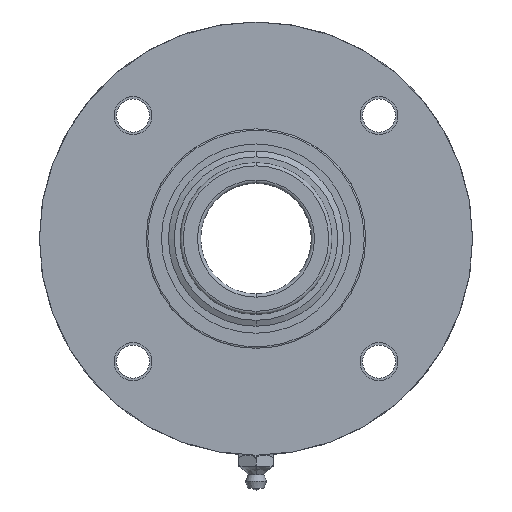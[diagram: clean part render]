
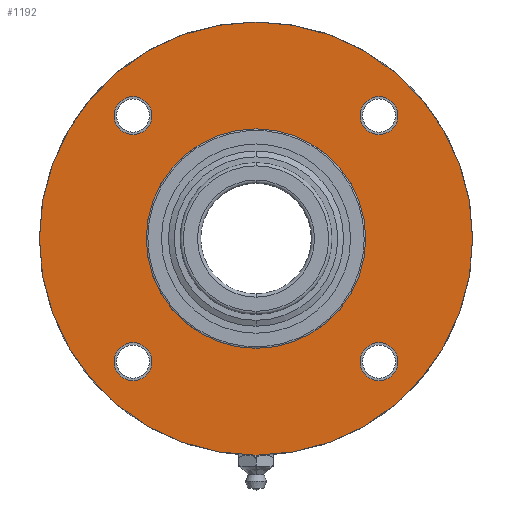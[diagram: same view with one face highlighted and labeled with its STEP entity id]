
A CAD part, front view. The second image highlights one B-rep face of the part: STEP entity #1192.
In plain terms, the highlighted planar face has unit normal (0, -1, 0).
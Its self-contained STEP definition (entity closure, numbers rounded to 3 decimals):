
#55 = EDGE_CURVE ( 'NONE', #304, #756, #2132, .T. ) ;
#106 = FACE_BOUND ( 'NONE', #5417, .T. ) ;
#160 = DIRECTION ( 'NONE',  ( 0., -1., 0. ) ) ;
#189 = DIRECTION ( 'NONE',  ( 0., -1., 0. ) ) ;
#233 = VERTEX_POINT ( 'NONE', #381 ) ;
#304 = VERTEX_POINT ( 'NONE', #724 ) ;
#381 = CARTESIAN_POINT ( 'NONE',  ( -38.9, 0., 32.9 ) ) ;
#566 = CARTESIAN_POINT ( 'NONE',  ( -38.9, 0., 38.9 ) ) ;
#601 = CIRCLE ( 'NONE', #4582, 6. ) ;
#604 = ORIENTED_EDGE ( 'NONE', *, *, #3469, .F. ) ;
#724 = CARTESIAN_POINT ( 'NONE',  ( 0., 0., 68.5 ) ) ;
#756 = VERTEX_POINT ( 'NONE', #5650 ) ;
#773 = DIRECTION ( 'NONE',  ( 0., 0., 1. ) ) ;
#824 = VERTEX_POINT ( 'NONE', #3605 ) ;
#914 = AXIS2_PLACEMENT_3D ( 'NONE', #6631, #189, #773 ) ;
#947 = CARTESIAN_POINT ( 'NONE',  ( -38.9, 0., -32.9 ) ) ;
#991 = EDGE_LOOP ( 'NONE', ( #4599, #3941 ) ) ;
#1009 = ORIENTED_EDGE ( 'NONE', *, *, #6188, .F. ) ;
#1026 = DIRECTION ( 'NONE',  ( 0., -1., 0. ) ) ;
#1051 = CIRCLE ( 'NONE', #6051, 6. ) ;
#1088 = CARTESIAN_POINT ( 'NONE',  ( 38.9, 0., -38.9 ) ) ;
#1167 = CIRCLE ( 'NONE', #2960, 6. ) ;
#1192 = ADVANCED_FACE ( 'NONE', ( #6815, #3249, #106, #2053, #3066, #6414 ), #1532, .F. ) ;
#1473 = AXIS2_PLACEMENT_3D ( 'NONE', #5255, #4757, #5885 ) ;
#1532 = PLANE ( 'NONE',  #6001 ) ;
#1559 = DIRECTION ( 'NONE',  ( 0., 1., 0. ) ) ;
#1627 = ORIENTED_EDGE ( 'NONE', *, *, #5832, .F. ) ;
#1629 = DIRECTION ( 'NONE',  ( 0., 0., 1. ) ) ;
#1649 = VERTEX_POINT ( 'NONE', #3091 ) ;
#1663 = CARTESIAN_POINT ( 'NONE',  ( 38.9, 0., 44.9 ) ) ;
#1704 = ORIENTED_EDGE ( 'NONE', *, *, #3203, .F. ) ;
#1708 = DIRECTION ( 'NONE',  ( 0., 0., -1. ) ) ;
#1793 = CARTESIAN_POINT ( 'NONE',  ( 38.9, 0., -32.9 ) ) ;
#1870 = VERTEX_POINT ( 'NONE', #1793 ) ;
#2004 = DIRECTION ( 'NONE',  ( 0., 0., -1. ) ) ;
#2015 = VERTEX_POINT ( 'NONE', #4817 ) ;
#2053 = FACE_BOUND ( 'NONE', #991, .T. ) ;
#2127 = CIRCLE ( 'NONE', #6016, 68.5 ) ;
#2132 = CIRCLE ( 'NONE', #2233, 68.5 ) ;
#2140 = AXIS2_PLACEMENT_3D ( 'NONE', #566, #1026, #2172 ) ;
#2172 = DIRECTION ( 'NONE',  ( 0., 0., 1. ) ) ;
#2194 = DIRECTION ( 'NONE',  ( 0., -1., 0. ) ) ;
#2224 = DIRECTION ( 'NONE',  ( 0., -1., 0. ) ) ;
#2233 = AXIS2_PLACEMENT_3D ( 'NONE', #2721, #1559, #5282 ) ;
#2318 = ORIENTED_EDGE ( 'NONE', *, *, #4139, .F. ) ;
#2328 = EDGE_CURVE ( 'NONE', #1870, #6334, #3007, .T. ) ;
#2414 = ORIENTED_EDGE ( 'NONE', *, *, #5401, .F. ) ;
#2437 = VERTEX_POINT ( 'NONE', #947 ) ;
#2472 = CIRCLE ( 'NONE', #2140, 6. ) ;
#2684 = AXIS2_PLACEMENT_3D ( 'NONE', #4980, #160, #6572 ) ;
#2721 = CARTESIAN_POINT ( 'NONE',  ( 0., 0., 0. ) ) ;
#2915 = CIRCLE ( 'NONE', #1473, 6. ) ;
#2960 = AXIS2_PLACEMENT_3D ( 'NONE', #3684, #5407, #5968 ) ;
#3007 = CIRCLE ( 'NONE', #2684, 6. ) ;
#3008 = CARTESIAN_POINT ( 'NONE',  ( -71.24, 0., 71.24 ) ) ;
#3046 = ORIENTED_EDGE ( 'NONE', *, *, #3622, .F. ) ;
#3066 = FACE_BOUND ( 'NONE', #5542, .T. ) ;
#3091 = CARTESIAN_POINT ( 'NONE',  ( 0., 0., 34.7 ) ) ;
#3111 = EDGE_LOOP ( 'NONE', ( #2414, #1627 ) ) ;
#3114 = ORIENTED_EDGE ( 'NONE', *, *, #2328, .F. ) ;
#3190 = CARTESIAN_POINT ( 'NONE',  ( 38.9, 0., 32.9 ) ) ;
#3203 = EDGE_CURVE ( 'NONE', #4329, #5240, #1167, .T. ) ;
#3249 = FACE_BOUND ( 'NONE', #4930, .T. ) ;
#3438 = CIRCLE ( 'NONE', #914, 6. ) ;
#3469 = EDGE_CURVE ( 'NONE', #5240, #4329, #3438, .T. ) ;
#3581 = CARTESIAN_POINT ( 'NONE',  ( -38.9, 0., -38.9 ) ) ;
#3605 = CARTESIAN_POINT ( 'NONE',  ( -38.9, 0., -44.9 ) ) ;
#3622 = EDGE_CURVE ( 'NONE', #756, #304, #2127, .T. ) ;
#3684 = CARTESIAN_POINT ( 'NONE',  ( 38.9, 0., 38.9 ) ) ;
#3726 = DIRECTION ( 'NONE',  ( 0., -1., 0. ) ) ;
#3941 = ORIENTED_EDGE ( 'NONE', *, *, #6398, .F. ) ;
#3997 = AXIS2_PLACEMENT_3D ( 'NONE', #1088, #2194, #6403 ) ;
#4107 = CIRCLE ( 'NONE', #3997, 6. ) ;
#4139 = EDGE_CURVE ( 'NONE', #233, #4585, #601, .T. ) ;
#4211 = AXIS2_PLACEMENT_3D ( 'NONE', #4240, #3726, #2004 ) ;
#4212 = ORIENTED_EDGE ( 'NONE', *, *, #6186, .F. ) ;
#4240 = CARTESIAN_POINT ( 'NONE',  ( 0., 0., 0. ) ) ;
#4245 = CARTESIAN_POINT ( 'NONE',  ( 0., 0., 0. ) ) ;
#4318 = DIRECTION ( 'NONE',  ( 0., -1., 0. ) ) ;
#4326 = DIRECTION ( 'NONE',  ( 0., 0., 1. ) ) ;
#4329 = VERTEX_POINT ( 'NONE', #3190 ) ;
#4342 = CIRCLE ( 'NONE', #5247, 34.7 ) ;
#4397 = EDGE_CURVE ( 'NONE', #2437, #824, #1051, .T. ) ;
#4557 = DIRECTION ( 'NONE',  ( 1., 0., 0. ) ) ;
#4582 = AXIS2_PLACEMENT_3D ( 'NONE', #6028, #2224, #4326 ) ;
#4585 = VERTEX_POINT ( 'NONE', #6250 ) ;
#4599 = ORIENTED_EDGE ( 'NONE', *, *, #4397, .F. ) ;
#4664 = DIRECTION ( 'NONE',  ( 0., -1., 0. ) ) ;
#4739 = ORIENTED_EDGE ( 'NONE', *, *, #55, .F. ) ;
#4757 = DIRECTION ( 'NONE',  ( 0., -1., 0. ) ) ;
#4817 = CARTESIAN_POINT ( 'NONE',  ( 0., 0., -34.7 ) ) ;
#4853 = EDGE_LOOP ( 'NONE', ( #4739, #3046 ) ) ;
#4930 = EDGE_LOOP ( 'NONE', ( #604, #1704 ) ) ;
#4980 = CARTESIAN_POINT ( 'NONE',  ( 38.9, 0., -38.9 ) ) ;
#5238 = DIRECTION ( 'NONE',  ( 0., 1., 0. ) ) ;
#5240 = VERTEX_POINT ( 'NONE', #1663 ) ;
#5247 = AXIS2_PLACEMENT_3D ( 'NONE', #6018, #4318, #1708 ) ;
#5255 = CARTESIAN_POINT ( 'NONE',  ( -38.9, 0., -38.9 ) ) ;
#5282 = DIRECTION ( 'NONE',  ( 0., 0., 1. ) ) ;
#5291 = CARTESIAN_POINT ( 'NONE',  ( 38.9, 0., -44.9 ) ) ;
#5401 = EDGE_CURVE ( 'NONE', #2015, #1649, #5697, .T. ) ;
#5407 = DIRECTION ( 'NONE',  ( 0., -1., 0. ) ) ;
#5417 = EDGE_LOOP ( 'NONE', ( #3114, #4212 ) ) ;
#5542 = EDGE_LOOP ( 'NONE', ( #1009, #2318 ) ) ;
#5650 = CARTESIAN_POINT ( 'NONE',  ( 0., 0., -68.5 ) ) ;
#5697 = CIRCLE ( 'NONE', #4211, 34.7 ) ;
#5832 = EDGE_CURVE ( 'NONE', #1649, #2015, #4342, .T. ) ;
#5885 = DIRECTION ( 'NONE',  ( 0., 0., 1. ) ) ;
#5968 = DIRECTION ( 'NONE',  ( 0., 0., 1. ) ) ;
#6001 = AXIS2_PLACEMENT_3D ( 'NONE', #3008, #6655, #4557 ) ;
#6016 = AXIS2_PLACEMENT_3D ( 'NONE', #4245, #5238, #1629 ) ;
#6018 = CARTESIAN_POINT ( 'NONE',  ( 0., 0., 0. ) ) ;
#6028 = CARTESIAN_POINT ( 'NONE',  ( -38.9, 0., 38.9 ) ) ;
#6051 = AXIS2_PLACEMENT_3D ( 'NONE', #3581, #4664, #6731 ) ;
#6186 = EDGE_CURVE ( 'NONE', #6334, #1870, #4107, .T. ) ;
#6188 = EDGE_CURVE ( 'NONE', #4585, #233, #2472, .T. ) ;
#6250 = CARTESIAN_POINT ( 'NONE',  ( -38.9, 0., 44.9 ) ) ;
#6334 = VERTEX_POINT ( 'NONE', #5291 ) ;
#6398 = EDGE_CURVE ( 'NONE', #824, #2437, #2915, .T. ) ;
#6403 = DIRECTION ( 'NONE',  ( 0., 0., 1. ) ) ;
#6414 = FACE_OUTER_BOUND ( 'NONE', #4853, .T. ) ;
#6572 = DIRECTION ( 'NONE',  ( 0., 0., 1. ) ) ;
#6631 = CARTESIAN_POINT ( 'NONE',  ( 38.9, 0., 38.9 ) ) ;
#6655 = DIRECTION ( 'NONE',  ( 0., 1., 0. ) ) ;
#6731 = DIRECTION ( 'NONE',  ( 0., 0., 1. ) ) ;
#6815 = FACE_BOUND ( 'NONE', #3111, .T. ) ;
